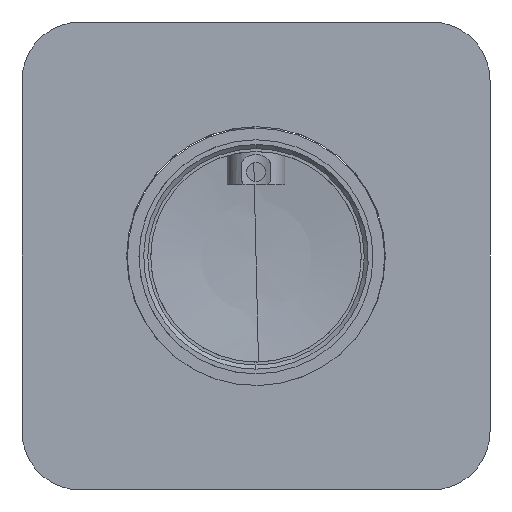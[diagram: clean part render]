
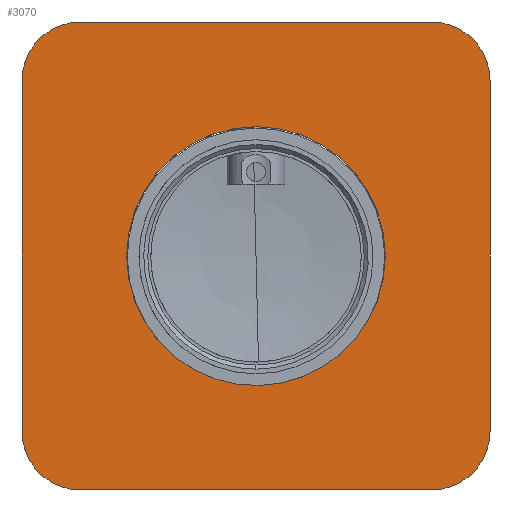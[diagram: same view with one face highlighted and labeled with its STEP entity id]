
A CAD part, front view. The second image highlights one B-rep face of the part: STEP entity #3070.
In plain terms, the highlighted planar face has unit normal (0, -1, 0).
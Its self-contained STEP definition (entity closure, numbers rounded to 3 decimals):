
#2859=CARTESIAN_POINT('Vertex',(-22.1,14.601,-118.768)) ;
#2862=CARTESIAN_POINT('Axis2P3D Location',(0.,14.601,-118.768)) ;
#2866=CARTESIAN_POINT('Vertex',(22.1,14.601,-118.768)) ;
#2983=CARTESIAN_POINT('Axis2P3D Location',(0.,14.601,-118.768)) ;
#2995=CARTESIAN_POINT('Axis2P3D Location',(0.,14.601,1.232)) ;
#3000=CARTESIAN_POINT('Axis2P3D Location',(-30.,14.601,-148.768)) ;
#3004=CARTESIAN_POINT('Vertex',(-30.,14.601,-158.768)) ;
#3006=CARTESIAN_POINT('Vertex',(-40.,14.601,-148.768)) ;
#3009=CARTESIAN_POINT('Line Origine',(0.,14.601,-158.768)) ;
#3013=CARTESIAN_POINT('Vertex',(30.,14.601,-158.768)) ;
#3016=CARTESIAN_POINT('Axis2P3D Location',(30.,14.601,-148.768)) ;
#3020=CARTESIAN_POINT('Vertex',(40.,14.601,-148.768)) ;
#3023=CARTESIAN_POINT('Line Origine',(40.,14.601,-118.768)) ;
#3027=CARTESIAN_POINT('Vertex',(40.,14.601,-88.768)) ;
#3030=CARTESIAN_POINT('Axis2P3D Location',(30.,14.601,-88.768)) ;
#3034=CARTESIAN_POINT('Vertex',(30.,14.601,-78.768)) ;
#3037=CARTESIAN_POINT('Line Origine',(0.,14.601,-78.768)) ;
#3041=CARTESIAN_POINT('Vertex',(-30.,14.601,-78.768)) ;
#3044=CARTESIAN_POINT('Axis2P3D Location',(-30.,14.601,-88.768)) ;
#3048=CARTESIAN_POINT('Vertex',(-40.,14.601,-88.768)) ;
#3051=CARTESIAN_POINT('Line Origine',(-40.,14.601,-118.768)) ;
#3011=VECTOR('Line Direction',#3010,1.) ;
#3025=VECTOR('Line Direction',#3024,1.) ;
#3039=VECTOR('Line Direction',#3038,1.) ;
#3053=VECTOR('Line Direction',#3052,1.) ;
#2863=DIRECTION('Axis2P3D Direction',(0.,-1.,0.)) ;
#2984=DIRECTION('Axis2P3D Direction',(0.,-1.,0.)) ;
#2996=DIRECTION('Axis2P3D Direction',(-0.,1.,0.)) ;
#2997=DIRECTION('Axis2P3D XDirection',(0.,0.,1.)) ;
#3001=DIRECTION('Axis2P3D Direction',(-0.,1.,0.)) ;
#3010=DIRECTION('Vector Direction',(1.,0.,0.)) ;
#3017=DIRECTION('Axis2P3D Direction',(-0.,1.,0.)) ;
#3024=DIRECTION('Vector Direction',(0.,0.,-1.)) ;
#3031=DIRECTION('Axis2P3D Direction',(-0.,1.,0.)) ;
#3038=DIRECTION('Vector Direction',(-1.,0.,0.)) ;
#3045=DIRECTION('Axis2P3D Direction',(-0.,1.,0.)) ;
#3052=DIRECTION('Vector Direction',(0.,0.,1.)) ;
#2864=AXIS2_PLACEMENT_3D('Circle Axis2P3D',#2862,#2863,$) ;
#2985=AXIS2_PLACEMENT_3D('Circle Axis2P3D',#2983,#2984,$) ;
#2998=AXIS2_PLACEMENT_3D('Plane Axis2P3D',#2995,#2996,#2997) ;
#3002=AXIS2_PLACEMENT_3D('Circle Axis2P3D',#3000,#3001,$) ;
#3018=AXIS2_PLACEMENT_3D('Circle Axis2P3D',#3016,#3017,$) ;
#3032=AXIS2_PLACEMENT_3D('Circle Axis2P3D',#3030,#3031,$) ;
#3046=AXIS2_PLACEMENT_3D('Circle Axis2P3D',#3044,#3045,$) ;
#3012=LINE('Line',#3009,#3011) ;
#3026=LINE('Line',#3023,#3025) ;
#3040=LINE('Line',#3037,#3039) ;
#3054=LINE('Line',#3051,#3053) ;
#2865=CIRCLE('generated circle',#2864,22.1) ;
#2986=CIRCLE('generated circle',#2985,22.1) ;
#3003=CIRCLE('generated circle',#3002,10.) ;
#3019=CIRCLE('generated circle',#3018,10.) ;
#3033=CIRCLE('generated circle',#3032,10.) ;
#3047=CIRCLE('generated circle',#3046,10.) ;
#2999=PLANE('',#2998) ;
#3069=FACE_BOUND('',#3066,.T.) ;
#2868=EDGE_CURVE('',#2860,#2867,#2865,.T.) ;
#2987=EDGE_CURVE('',#2867,#2860,#2986,.T.) ;
#3008=EDGE_CURVE('',#3005,#3007,#3003,.T.) ;
#3015=EDGE_CURVE('',#3014,#3005,#3012,.F.) ;
#3022=EDGE_CURVE('',#3021,#3014,#3019,.T.) ;
#3029=EDGE_CURVE('',#3028,#3021,#3026,.T.) ;
#3036=EDGE_CURVE('',#3035,#3028,#3033,.T.) ;
#3043=EDGE_CURVE('',#3042,#3035,#3040,.F.) ;
#3050=EDGE_CURVE('',#3049,#3042,#3047,.T.) ;
#3055=EDGE_CURVE('',#3007,#3049,#3054,.T.) ;
#3057=ORIENTED_EDGE('',*,*,#3008,.F.) ;
#3058=ORIENTED_EDGE('',*,*,#3015,.F.) ;
#3059=ORIENTED_EDGE('',*,*,#3022,.F.) ;
#3060=ORIENTED_EDGE('',*,*,#3029,.F.) ;
#3061=ORIENTED_EDGE('',*,*,#3036,.F.) ;
#3062=ORIENTED_EDGE('',*,*,#3043,.F.) ;
#3063=ORIENTED_EDGE('',*,*,#3050,.F.) ;
#3064=ORIENTED_EDGE('',*,*,#3055,.F.) ;
#3067=ORIENTED_EDGE('',*,*,#2987,.F.) ;
#3068=ORIENTED_EDGE('',*,*,#2868,.F.) ;
#3056=EDGE_LOOP('',(#3057,#3058,#3059,#3060,#3061,#3062,#3063,#3064)) ;
#3066=EDGE_LOOP('',(#3067,#3068)) ;
#2860=VERTEX_POINT('',#2859) ;
#2867=VERTEX_POINT('',#2866) ;
#3005=VERTEX_POINT('',#3004) ;
#3007=VERTEX_POINT('',#3006) ;
#3014=VERTEX_POINT('',#3013) ;
#3021=VERTEX_POINT('',#3020) ;
#3028=VERTEX_POINT('',#3027) ;
#3035=VERTEX_POINT('',#3034) ;
#3042=VERTEX_POINT('',#3041) ;
#3049=VERTEX_POINT('',#3048) ;
#3070=ADVANCED_FACE('PartBody.8',(#3065,#3069),#2999,.F.) ;
#3065=FACE_OUTER_BOUND('',#3056,.T.) ;
